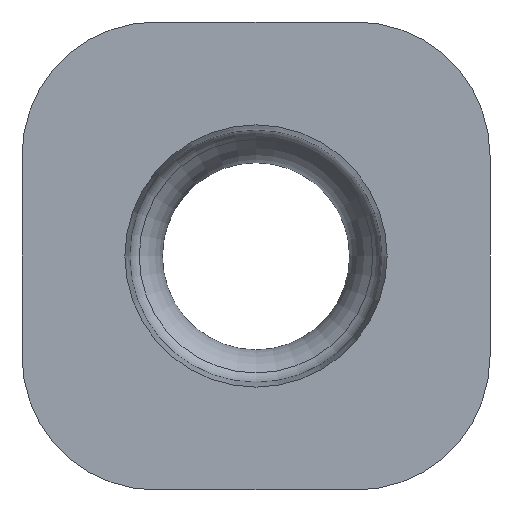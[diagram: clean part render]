
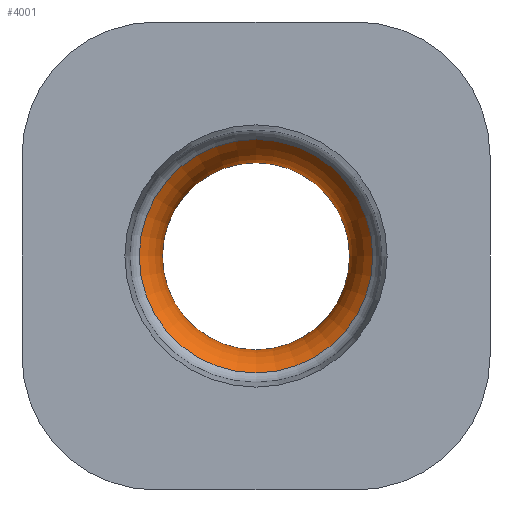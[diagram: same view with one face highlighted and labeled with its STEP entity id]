
A CAD part, top view. The second image highlights one B-rep face of the part: STEP entity #4001.
In plain terms, the highlighted toroidal (fillet/blend) face has major radius 2.6 mm and minor radius 1.2 mm.
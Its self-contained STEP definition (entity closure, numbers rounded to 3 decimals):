
#62 = CYLINDRICAL_SURFACE('',#63,1.4);
#63 = AXIS2_PLACEMENT_3D('',#64,#65,#66);
#64 = CARTESIAN_POINT('',(0.,0.,-2.575));
#65 = DIRECTION('',(0.,0.,1.));
#66 = DIRECTION('',(1.,0.,-0.));
#3862 = TOROIDAL_SURFACE('',#3863,1.39,0.5);
#3863 = AXIS2_PLACEMENT_3D('',#3864,#3865,#3866);
#3864 = CARTESIAN_POINT('',(0.,0.,-0.992));
#3865 = DIRECTION('',(0.,0.,1.));
#3866 = DIRECTION('',(1.,0.,-0.));
#3899 = EDGE_CURVE('',#3900,#3900,#3902,.T.);
#3900 = VERTEX_POINT('',#3901);
#3901 = CARTESIAN_POINT('',(1.4,0.,-2.186));
#3902 = SURFACE_CURVE('',#3903,(#3908,#3915),.PCURVE_S1.);
#3903 = CIRCLE('',#3904,1.4);
#3904 = AXIS2_PLACEMENT_3D('',#3905,#3906,#3907);
#3905 = CARTESIAN_POINT('',(0.,0.,-2.186));
#3906 = DIRECTION('',(0.,0.,-1.));
#3907 = DIRECTION('',(1.,0.,0.));
#3908 = PCURVE('',#62,#3909);
#3909 = DEFINITIONAL_REPRESENTATION('',(#3910),#3914);
#3910 = LINE('',#3911,#3912);
#3911 = CARTESIAN_POINT('',(6.283,0.389));
#3912 = VECTOR('',#3913,1.);
#3913 = DIRECTION('',(-1.,0.));
#3914 = ( GEOMETRIC_REPRESENTATION_CONTEXT(2) 
PARAMETRIC_REPRESENTATION_CONTEXT() REPRESENTATION_CONTEXT('2D SPACE',''
  ) );
#3915 = PCURVE('',#3916,#3921);
#3916 = TOROIDAL_SURFACE('',#3917,2.6,1.2);
#3917 = AXIS2_PLACEMENT_3D('',#3918,#3919,#3920);
#3918 = CARTESIAN_POINT('',(0.,0.,-2.186));
#3919 = DIRECTION('',(0.,0.,1.));
#3920 = DIRECTION('',(1.,0.,-0.));
#3921 = DEFINITIONAL_REPRESENTATION('',(#3922),#3926);
#3922 = LINE('',#3923,#3924);
#3923 = CARTESIAN_POINT('',(6.283,9.425));
#3924 = VECTOR('',#3925,1.);
#3925 = DIRECTION('',(-1.,0.));
#3926 = ( GEOMETRIC_REPRESENTATION_CONTEXT(2) 
PARAMETRIC_REPRESENTATION_CONTEXT() REPRESENTATION_CONTEXT('2D SPACE',''
  ) );
#3955 = VERTEX_POINT('',#3956);
#3956 = CARTESIAN_POINT('',(1.746,0.,-1.343));
#3979 = EDGE_CURVE('',#3955,#3955,#3980,.T.);
#3980 = SURFACE_CURVE('',#3981,(#3986,#3993),.PCURVE_S1.);
#3981 = CIRCLE('',#3982,1.746);
#3982 = AXIS2_PLACEMENT_3D('',#3983,#3984,#3985);
#3983 = CARTESIAN_POINT('',(0.,0.,-1.343));
#3984 = DIRECTION('',(0.,0.,-1.));
#3985 = DIRECTION('',(1.,0.,0.));
#3986 = PCURVE('',#3862,#3987);
#3987 = DEFINITIONAL_REPRESENTATION('',(#3988),#3992);
#3988 = LINE('',#3989,#3990);
#3989 = CARTESIAN_POINT('',(6.283,5.504));
#3990 = VECTOR('',#3991,1.);
#3991 = DIRECTION('',(-1.,0.));
#3992 = ( GEOMETRIC_REPRESENTATION_CONTEXT(2) 
PARAMETRIC_REPRESENTATION_CONTEXT() REPRESENTATION_CONTEXT('2D SPACE',''
  ) );
#3993 = PCURVE('',#3916,#3994);
#3994 = DEFINITIONAL_REPRESENTATION('',(#3995),#3999);
#3995 = LINE('',#3996,#3997);
#3996 = CARTESIAN_POINT('',(6.283,8.646));
#3997 = VECTOR('',#3998,1.);
#3998 = DIRECTION('',(-1.,0.));
#3999 = ( GEOMETRIC_REPRESENTATION_CONTEXT(2) 
PARAMETRIC_REPRESENTATION_CONTEXT() REPRESENTATION_CONTEXT('2D SPACE',''
  ) );
#4001 = ADVANCED_FACE('',(#4002),#3916,.T.);
#4002 = FACE_BOUND('',#4003,.T.);
#4003 = EDGE_LOOP('',(#4004,#4005,#4029,#4030));
#4004 = ORIENTED_EDGE('',*,*,#3899,.T.);
#4005 = ORIENTED_EDGE('',*,*,#4006,.F.);
#4006 = EDGE_CURVE('',#3955,#3900,#4007,.T.);
#4007 = SEAM_CURVE('',#4008,(#4015,#4022),.PCURVE_S1.);
#4008 = B_SPLINE_CURVE_WITH_KNOTS('',5,(#4009,#4010,#4011,#4012,#4013,
    #4014),.UNSPECIFIED.,.F.,.F.,(6,6),(2.362,3.142),
  .PIECEWISE_BEZIER_KNOTS.);
#4009 = CARTESIAN_POINT('',(1.746,0.,
    -1.343));
#4010 = CARTESIAN_POINT('',(1.615,0.,
    -1.476));
#4011 = CARTESIAN_POINT('',(1.509,0.,
    -1.635));
#4012 = CARTESIAN_POINT('',(1.436,0.,
    -1.812));
#4013 = CARTESIAN_POINT('',(1.4,0.,-1.999));
#4014 = CARTESIAN_POINT('',(1.4,0.,-2.186));
#4015 = PCURVE('',#3916,#4016);
#4016 = DEFINITIONAL_REPRESENTATION('',(#4017),#4021);
#4017 = LINE('',#4018,#4019);
#4018 = CARTESIAN_POINT('',(0.,6.283));
#4019 = VECTOR('',#4020,1.);
#4020 = DIRECTION('',(0.,1.));
#4021 = ( GEOMETRIC_REPRESENTATION_CONTEXT(2) 
PARAMETRIC_REPRESENTATION_CONTEXT() REPRESENTATION_CONTEXT('2D SPACE',''
  ) );
#4022 = PCURVE('',#3916,#4023);
#4023 = DEFINITIONAL_REPRESENTATION('',(#4024),#4028);
#4024 = LINE('',#4025,#4026);
#4025 = CARTESIAN_POINT('',(6.283,6.283));
#4026 = VECTOR('',#4027,1.);
#4027 = DIRECTION('',(0.,1.));
#4028 = ( GEOMETRIC_REPRESENTATION_CONTEXT(2) 
PARAMETRIC_REPRESENTATION_CONTEXT() REPRESENTATION_CONTEXT('2D SPACE',''
  ) );
#4029 = ORIENTED_EDGE('',*,*,#3979,.F.);
#4030 = ORIENTED_EDGE('',*,*,#4006,.T.);
